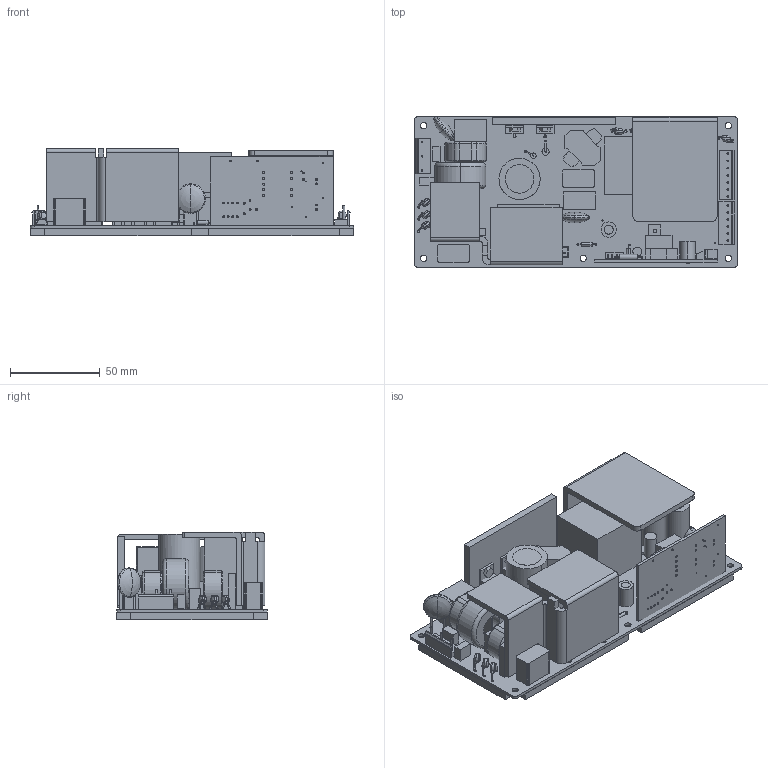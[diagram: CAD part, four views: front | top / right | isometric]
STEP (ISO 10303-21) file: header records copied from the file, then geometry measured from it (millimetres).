
FILE_DESCRIPTION((''),'2;1');
FILE_NAME('QQQQ_ASM','2024-09-06T',('410022'),(''),'PRO/ENGINEER BY PARAMETRIC TECHNOLOGY CORPORATION, 2010280','PRO/ENGINEER BY PARAMETRIC TECHNOLOGY CORPORATION, 2010280','');
FILE_SCHEMA(('AUTOMOTIVE_DESIGN_CC2 { 1 2 10303 214 -1 1 5 2 }'));
Products named in the file (383): PRT0004; PRT0145; ASM0004_ASM; PRT0146; ASM0005_ASM; PRT0147; ASM0007_ASM; PRT0148; ASM0008_ASM; PRT0149; ASM0009_ASM; PRT0150; ASM0010_ASM; PRT0151; ASM0011_ASM; PRT0152; ASM0012_ASM; PRT0153; ASM0013_ASM; ASM0006_ASM; PRT0154; ASM0015_ASM; ASM0014_ASM; PRT0155; ASM0017_ASM; ASM0016_ASM; PRT0156; ASM0018_ASM; PRT0157; ASM0020_ASM; ASM0019_ASM; PRT0158; ASM0022_ASM; PRT0159; ASM0023_ASM; PRT0160; ASM0024_ASM; PRT0161; ASM0025_ASM; ASM0021_ASM ...
Assembly tree (475 placements, depth 8):
  QQQQ_ASM
    ASM0002_ASM
      ASM0003_ASM
        PRT0004
        ASM0004_ASM
          PRT0145
        ASM0005_ASM
          PRT0146
        ASM0006_ASM
          ASM0007_ASM
            PRT0147
          ASM0008_ASM
            PRT0148
          ASM0009_ASM
            PRT0149
          ASM0010_ASM
            PRT0150
          ASM0011_ASM
            PRT0151
          ASM0012_ASM
            PRT0152
          ASM0013_ASM
            PRT0153
        ASM0014_ASM
          ASM0015_ASM
            PRT0154
        ASM0016_ASM
          ASM0017_ASM
            PRT0155
        ASM0018_ASM
          PRT0156
        ASM0019_ASM
          ASM0020_ASM
            PRT0157
        ASM0021_ASM
          ASM0022_ASM
            PRT0158
          ASM0023_ASM  x2
            PRT0159
          ASM0024_ASM  x3
            PRT0160
          ASM0025_ASM
            PRT0161
        ASM0026_ASM
          1CY26930P_RGB13278208
        ASM0027_ASM
          1CY26930P_RGB13278208
        ASM0028_ASM
          ASM0029_ASM
            PRT0162
          ASM0030_ASM
            PRT0163
          ASM0031_ASM  x3
            PRT0164
        ASM0032_ASM
          ASM0033_ASM
            PRT0165
        ASM0034_ASM
          ASM0035_ASM
            PRT0166
Bounding box: 180.25 x 84.25 x 48.6 mm (x, y, z)
Volume: 277855.5 mm3; surface area: 154236.2 mm2
Topology: 259 solids, 264 shells, 2129 faces, 5094 edges, 3347 vertices
Faces by surface type: plane 1127, cylinder 690, sphere 144, bspline 132, torus 24, extrusion 12
Entity records: 80514 total; most frequent: CARTESIAN_POINT 19046, DIRECTION 11057, ORIENTED_EDGE 7800, AXIS2_PLACEMENT_3D 4431, EDGE_CURVE 3912, PRESENTATION_STYLE_ASSIGNMENT 3767, STYLED_ITEM 3767, CURVE_STYLE 3598
